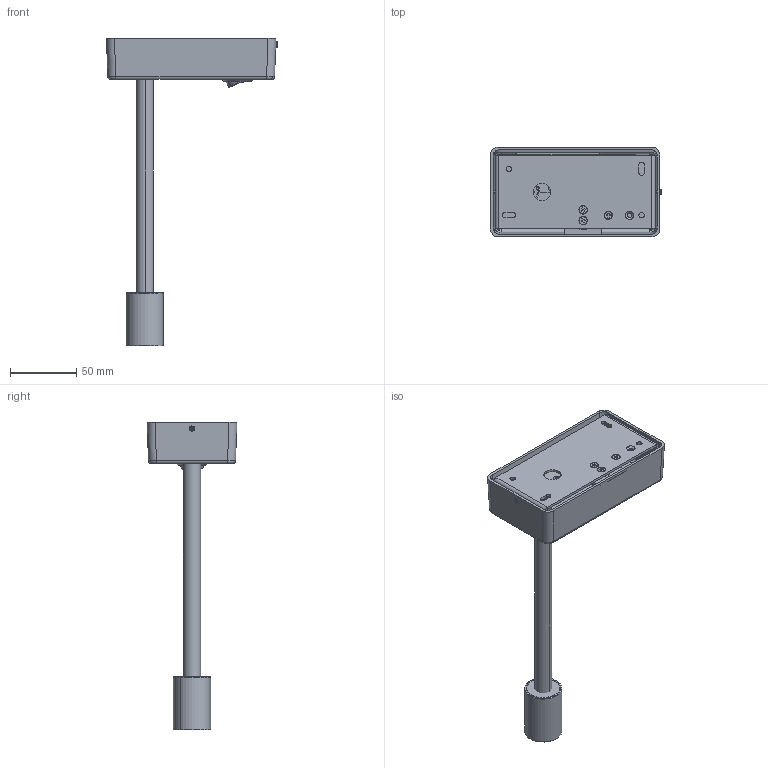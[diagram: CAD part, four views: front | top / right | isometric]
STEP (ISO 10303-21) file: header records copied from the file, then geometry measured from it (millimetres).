
FILE_DESCRIPTION (( 'STEP AP203' ), '1' );
FILE_NAME ('GOOSENECK.STEP', '2023-04-17T12:34:55', ( '' ), ( '' ), 'SwSTEP 2.0', 'SolidWorks 2017', '' );
FILE_SCHEMA (( 'CONFIG_CONTROL_DESIGN' ));
Products named in the file (1): GOOSENECK
Bounding box: 129.27 x 67.68 x 232 mm (x, y, z)
Volume: 114078.4 mm3; surface area: 132810 mm2
Topology: 166 solids, 166 shells, 3280 faces, 7928 edges, 4989 vertices
Faces by surface type: plane 1992, cylinder 693, bspline 296, torus 151, cone 94, sphere 54
Entity records: 130605 total; most frequent: CARTESIAN_POINT 55341, ORIENTED_EDGE 15680, DIRECTION 14978, EDGE_CURVE 7840, VECTOR 5206, LINE 5206, VERTEX_POINT 4989, AXIS2_PLACEMENT_3D 4886
